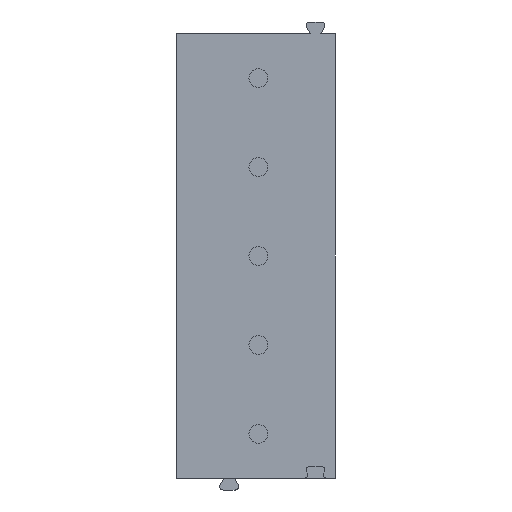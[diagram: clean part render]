
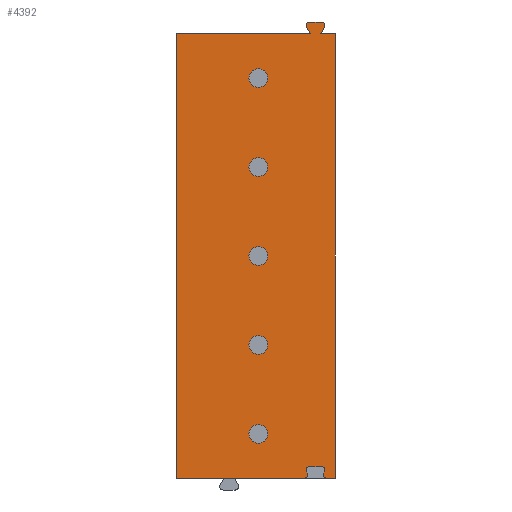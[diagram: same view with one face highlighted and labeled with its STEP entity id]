
A CAD part, front view. The second image highlights one B-rep face of the part: STEP entity #4392.
In plain terms, the highlighted planar face has unit normal (0, -1, 0).
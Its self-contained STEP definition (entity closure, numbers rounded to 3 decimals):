
#37=DIRECTION('',(1.,0.,0.));
#38=VECTOR('',#37,0.625);
#39=CARTESIAN_POINT('',(2.775,-4.1,17.145));
#40=LINE('',#39,#38);
#53=DIRECTION('',(1.,0.,0.));
#54=VECTOR('',#53,5.725);
#55=CARTESIAN_POINT('',(-3.4,-4.1,17.145));
#56=LINE('',#55,#54);
#391=CARTESIAN_POINT('',(3.036,-4.1,-1.755));
#392=DIRECTION('',(0.,-1.,0.));
#393=DIRECTION('',(-0.866,0.,0.5));
#394=AXIS2_PLACEMENT_3D('',#391,#392,#393);
#396=DIRECTION('',(0.5,0.,0.866));
#397=VECTOR('',#396,0.058);
#398=CARTESIAN_POINT('',(2.906,-4.1,-1.68));
#399=LINE('',#398,#397);
#400=CARTESIAN_POINT('',(2.805,-4.1,-1.555));
#401=DIRECTION('',(0.,-1.,0.));
#402=DIRECTION('',(0.866,0.,-0.5));
#403=AXIS2_PLACEMENT_3D('',#400,#401,#402);
#405=DIRECTION('',(-1.,0.,0.));
#406=VECTOR('',#405,0.51);
#407=CARTESIAN_POINT('',(2.805,-4.1,-1.405));
#408=LINE('',#407,#406);
#409=CARTESIAN_POINT('',(2.295,-4.1,-1.555));
#410=DIRECTION('',(0.,-1.,0.));
#411=DIRECTION('',(0.,0.,1.));
#412=AXIS2_PLACEMENT_3D('',#409,#410,#411);
#414=DIRECTION('',(0.5,0.,-0.866));
#415=VECTOR('',#414,0.058);
#416=CARTESIAN_POINT('',(2.165,-4.1,-1.63));
#417=LINE('',#416,#415);
#418=CARTESIAN_POINT('',(2.064,-4.1,-1.755));
#419=DIRECTION('',(0.,-1.,0.));
#420=DIRECTION('',(0.,0.,-1.));
#421=AXIS2_PLACEMENT_3D('',#418,#419,#420);
#423=DIRECTION('',(0.,0.,-1.));
#424=VECTOR('',#423,19.05);
#425=CARTESIAN_POINT('',(-3.4,-4.1,17.145));
#426=LINE('',#425,#424);
#427=DIRECTION('',(0.5,0.,-0.866));
#428=VECTOR('',#427,0.318);
#429=CARTESIAN_POINT('',(2.166,-4.1,17.42));
#430=LINE('',#429,#428);
#431=CARTESIAN_POINT('',(2.296,-4.1,17.495));
#432=DIRECTION('',(0.,-1.,0.));
#433=DIRECTION('',(0.,0.,1.));
#434=AXIS2_PLACEMENT_3D('',#431,#432,#433);
#436=DIRECTION('',(-1.,0.,0.));
#437=VECTOR('',#436,0.508);
#438=CARTESIAN_POINT('',(2.804,-4.1,17.645));
#439=LINE('',#438,#437);
#440=CARTESIAN_POINT('',(2.804,-4.1,17.495));
#441=DIRECTION('',(0.,-1.,0.));
#442=DIRECTION('',(0.866,0.,-0.5));
#443=AXIS2_PLACEMENT_3D('',#440,#441,#442);
#445=DIRECTION('',(0.5,0.,0.866));
#446=VECTOR('',#445,0.318);
#447=CARTESIAN_POINT('',(2.775,-4.1,17.145));
#448=LINE('',#447,#446);
#449=CARTESIAN_POINT('',(0.1,-4.1,0.));
#450=DIRECTION('',(0.,1.,0.));
#451=DIRECTION('',(-1.,0.,0.));
#452=AXIS2_PLACEMENT_3D('',#449,#450,#451);
#454=CARTESIAN_POINT('',(0.1,-4.1,0.));
#455=DIRECTION('',(0.,1.,0.));
#456=DIRECTION('',(1.,0.,0.));
#457=AXIS2_PLACEMENT_3D('',#454,#455,#456);
#459=CARTESIAN_POINT('',(0.1,-4.1,3.81));
#460=DIRECTION('',(0.,1.,0.));
#461=DIRECTION('',(-1.,0.,0.));
#462=AXIS2_PLACEMENT_3D('',#459,#460,#461);
#464=CARTESIAN_POINT('',(0.1,-4.1,3.81));
#465=DIRECTION('',(0.,1.,0.));
#466=DIRECTION('',(1.,0.,0.));
#467=AXIS2_PLACEMENT_3D('',#464,#465,#466);
#469=CARTESIAN_POINT('',(0.1,-4.1,7.62));
#470=DIRECTION('',(0.,1.,0.));
#471=DIRECTION('',(-1.,0.,0.));
#472=AXIS2_PLACEMENT_3D('',#469,#470,#471);
#474=CARTESIAN_POINT('',(0.1,-4.1,7.62));
#475=DIRECTION('',(0.,1.,0.));
#476=DIRECTION('',(1.,0.,0.));
#477=AXIS2_PLACEMENT_3D('',#474,#475,#476);
#479=CARTESIAN_POINT('',(0.1,-4.1,11.43));
#480=DIRECTION('',(0.,1.,0.));
#481=DIRECTION('',(-1.,0.,0.));
#482=AXIS2_PLACEMENT_3D('',#479,#480,#481);
#484=CARTESIAN_POINT('',(0.1,-4.1,11.43));
#485=DIRECTION('',(0.,1.,0.));
#486=DIRECTION('',(1.,0.,0.));
#487=AXIS2_PLACEMENT_3D('',#484,#485,#486);
#489=CARTESIAN_POINT('',(0.1,-4.1,15.24));
#490=DIRECTION('',(0.,1.,0.));
#491=DIRECTION('',(-1.,0.,0.));
#492=AXIS2_PLACEMENT_3D('',#489,#490,#491);
#494=CARTESIAN_POINT('',(0.1,-4.1,15.24));
#495=DIRECTION('',(0.,1.,0.));
#496=DIRECTION('',(1.,0.,0.));
#497=AXIS2_PLACEMENT_3D('',#494,#495,#496);
#507=DIRECTION('',(1.,0.,0.));
#508=VECTOR('',#507,0.364);
#509=CARTESIAN_POINT('',(3.036,-4.1,-1.905));
#510=LINE('',#509,#508);
#547=DIRECTION('',(1.,0.,0.));
#548=VECTOR('',#547,5.464);
#549=CARTESIAN_POINT('',(-3.4,-4.1,-1.905));
#550=LINE('',#549,#548);
#611=DIRECTION('',(0.,0.,-1.));
#612=VECTOR('',#611,19.05);
#613=CARTESIAN_POINT('',(3.4,-4.1,17.145));
#614=LINE('',#613,#612);
#3149=CARTESIAN_POINT('',(-3.4,-4.1,17.145));
#3150=VERTEX_POINT('',#3149);
#3151=CARTESIAN_POINT('',(3.4,-4.1,17.145));
#3153=VERTEX_POINT('',#3151);
#3161=CARTESIAN_POINT('',(-3.4,-4.1,-1.905));
#3162=VERTEX_POINT('',#3161);
#3163=CARTESIAN_POINT('',(3.4,-4.1,-1.905));
#3165=VERTEX_POINT('',#3163);
#3197=CARTESIAN_POINT('',(2.325,-4.1,17.145));
#3198=VERTEX_POINT('',#3197);
#3199=CARTESIAN_POINT('',(2.775,-4.1,17.145));
#3200=VERTEX_POINT('',#3199);
#3201=CARTESIAN_POINT('',(2.296,-4.1,17.645));
#3202=CARTESIAN_POINT('',(2.166,-4.1,17.42));
#3203=VERTEX_POINT('',#3201);
#3204=VERTEX_POINT('',#3202);
#3205=CARTESIAN_POINT('',(2.934,-4.1,17.42));
#3206=CARTESIAN_POINT('',(2.804,-4.1,17.645));
#3207=VERTEX_POINT('',#3205);
#3208=VERTEX_POINT('',#3206);
#3233=CARTESIAN_POINT('',(3.036,-4.1,-1.905));
#3234=VERTEX_POINT('',#3233);
#3235=CARTESIAN_POINT('',(2.064,-4.1,-1.905));
#3236=VERTEX_POINT('',#3235);
#3237=CARTESIAN_POINT('',(2.906,-4.1,-1.68));
#3238=VERTEX_POINT('',#3237);
#3239=CARTESIAN_POINT('',(2.935,-4.1,-1.63));
#3240=VERTEX_POINT('',#3239);
#3241=CARTESIAN_POINT('',(2.805,-4.1,-1.405));
#3242=VERTEX_POINT('',#3241);
#3243=CARTESIAN_POINT('',(2.295,-4.1,-1.405));
#3244=VERTEX_POINT('',#3243);
#3245=CARTESIAN_POINT('',(2.165,-4.1,-1.63));
#3246=VERTEX_POINT('',#3245);
#3247=CARTESIAN_POINT('',(2.194,-4.1,-1.68));
#3248=VERTEX_POINT('',#3247);
#3361=CARTESIAN_POINT('',(-0.3,-4.1,0.));
#3362=CARTESIAN_POINT('',(0.5,-4.1,0.));
#3363=VERTEX_POINT('',#3361);
#3364=VERTEX_POINT('',#3362);
#3409=CARTESIAN_POINT('',(-0.3,-4.1,3.81));
#3410=VERTEX_POINT('',#3409);
#3411=CARTESIAN_POINT('',(0.5,-4.1,3.81));
#3412=VERTEX_POINT('',#3411);
#3597=CARTESIAN_POINT('',(-0.3,-4.1,7.62));
#3598=VERTEX_POINT('',#3597);
#3599=CARTESIAN_POINT('',(0.5,-4.1,7.62));
#3600=VERTEX_POINT('',#3599);
#3733=CARTESIAN_POINT('',(-0.3,-4.1,11.43));
#3734=VERTEX_POINT('',#3733);
#3735=CARTESIAN_POINT('',(0.5,-4.1,11.43));
#3736=VERTEX_POINT('',#3735);
#3875=CARTESIAN_POINT('',(-0.3,-4.1,15.24));
#3876=VERTEX_POINT('',#3875);
#3877=CARTESIAN_POINT('',(0.5,-4.1,15.24));
#3878=VERTEX_POINT('',#3877);
#4322=CARTESIAN_POINT('',(-3.4,-4.1,17.145));
#4323=DIRECTION('',(0.,-1.,0.));
#4324=DIRECTION('',(1.,0.,0.));
#4325=AXIS2_PLACEMENT_3D('',#4322,#4323,#4324);
#4326=PLANE('',#4325);
#4328=ORIENTED_EDGE('',*,*,#4327,.F.);
#4330=ORIENTED_EDGE('',*,*,#4329,.T.);
#4332=ORIENTED_EDGE('',*,*,#4331,.T.);
#4334=ORIENTED_EDGE('',*,*,#4333,.T.);
#4336=ORIENTED_EDGE('',*,*,#4335,.T.);
#4338=ORIENTED_EDGE('',*,*,#4337,.T.);
#4340=ORIENTED_EDGE('',*,*,#4339,.F.);
#4342=ORIENTED_EDGE('',*,*,#4341,.F.);
#4343=ORIENTED_EDGE('',*,*,#4282,.F.);
#4344=ORIENTED_EDGE('',*,*,#3994,.T.);
#4346=ORIENTED_EDGE('',*,*,#4345,.F.);
#4348=ORIENTED_EDGE('',*,*,#4347,.F.);
#4350=ORIENTED_EDGE('',*,*,#4349,.F.);
#4352=ORIENTED_EDGE('',*,*,#4351,.F.);
#4354=ORIENTED_EDGE('',*,*,#4353,.F.);
#4355=ORIENTED_EDGE('',*,*,#3986,.T.);
#4357=ORIENTED_EDGE('',*,*,#4356,.T.);
#4359=ORIENTED_EDGE('',*,*,#4358,.F.);
#4360=EDGE_LOOP('',(#4328,#4330,#4332,#4334,#4336,#4338,#4340,#4342,#4343,#4344,
#4346,#4348,#4350,#4352,#4354,#4355,#4357,#4359));
#4361=FACE_OUTER_BOUND('',#4360,.F.);
#4363=ORIENTED_EDGE('',*,*,#4362,.F.);
#4365=ORIENTED_EDGE('',*,*,#4364,.F.);
#4366=EDGE_LOOP('',(#4363,#4365));
#4367=FACE_BOUND('',#4366,.F.);
#4369=ORIENTED_EDGE('',*,*,#4368,.F.);
#4371=ORIENTED_EDGE('',*,*,#4370,.F.);
#4372=EDGE_LOOP('',(#4369,#4371));
#4373=FACE_BOUND('',#4372,.F.);
#4375=ORIENTED_EDGE('',*,*,#4374,.F.);
#4377=ORIENTED_EDGE('',*,*,#4376,.F.);
#4378=EDGE_LOOP('',(#4375,#4377));
#4379=FACE_BOUND('',#4378,.F.);
#4381=ORIENTED_EDGE('',*,*,#4380,.F.);
#4383=ORIENTED_EDGE('',*,*,#4382,.F.);
#4384=EDGE_LOOP('',(#4381,#4383));
#4385=FACE_BOUND('',#4384,.F.);
#4387=ORIENTED_EDGE('',*,*,#4386,.F.);
#4389=ORIENTED_EDGE('',*,*,#4388,.F.);
#4390=EDGE_LOOP('',(#4387,#4389));
#4391=FACE_BOUND('',#4390,.F.);
#395=CIRCLE('',#394,0.15);
#404=CIRCLE('',#403,0.15);
#413=CIRCLE('',#412,0.15);
#422=CIRCLE('',#421,0.15);
#435=CIRCLE('',#434,0.15);
#444=CIRCLE('',#443,0.15);
#453=CIRCLE('',#452,0.4);
#458=CIRCLE('',#457,0.4);
#463=CIRCLE('',#462,0.4);
#468=CIRCLE('',#467,0.4);
#473=CIRCLE('',#472,0.4);
#478=CIRCLE('',#477,0.4);
#483=CIRCLE('',#482,0.4);
#488=CIRCLE('',#487,0.4);
#493=CIRCLE('',#492,0.4);
#498=CIRCLE('',#497,0.4);
#3986=EDGE_CURVE('',#3200,#3153,#40,.T.);
#3994=EDGE_CURVE('',#3150,#3198,#56,.T.);
#4282=EDGE_CURVE('',#3150,#3162,#426,.T.);
#4327=EDGE_CURVE('',#3238,#3234,#395,.T.);
#4329=EDGE_CURVE('',#3238,#3240,#399,.T.);
#4331=EDGE_CURVE('',#3240,#3242,#404,.T.);
#4333=EDGE_CURVE('',#3242,#3244,#408,.T.);
#4335=EDGE_CURVE('',#3244,#3246,#413,.T.);
#4337=EDGE_CURVE('',#3246,#3248,#417,.T.);
#4339=EDGE_CURVE('',#3236,#3248,#422,.T.);
#4341=EDGE_CURVE('',#3162,#3236,#550,.T.);
#4345=EDGE_CURVE('',#3204,#3198,#430,.T.);
#4347=EDGE_CURVE('',#3203,#3204,#435,.T.);
#4349=EDGE_CURVE('',#3208,#3203,#439,.T.);
#4351=EDGE_CURVE('',#3207,#3208,#444,.T.);
#4353=EDGE_CURVE('',#3200,#3207,#448,.T.);
#4356=EDGE_CURVE('',#3153,#3165,#614,.T.);
#4358=EDGE_CURVE('',#3234,#3165,#510,.T.);
#4362=EDGE_CURVE('',#3363,#3364,#453,.T.);
#4364=EDGE_CURVE('',#3364,#3363,#458,.T.);
#4368=EDGE_CURVE('',#3410,#3412,#463,.T.);
#4370=EDGE_CURVE('',#3412,#3410,#468,.T.);
#4374=EDGE_CURVE('',#3598,#3600,#473,.T.);
#4376=EDGE_CURVE('',#3600,#3598,#478,.T.);
#4380=EDGE_CURVE('',#3734,#3736,#483,.T.);
#4382=EDGE_CURVE('',#3736,#3734,#488,.T.);
#4386=EDGE_CURVE('',#3876,#3878,#493,.T.);
#4388=EDGE_CURVE('',#3878,#3876,#498,.T.);
#4392=ADVANCED_FACE('',(#4361,#4367,#4373,#4379,#4385,#4391),#4326,.T.);
